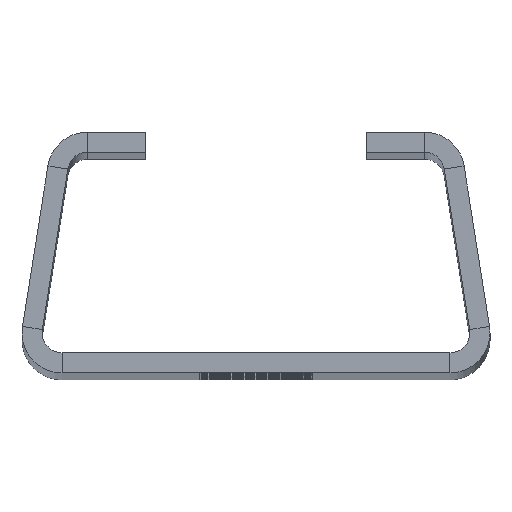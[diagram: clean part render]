
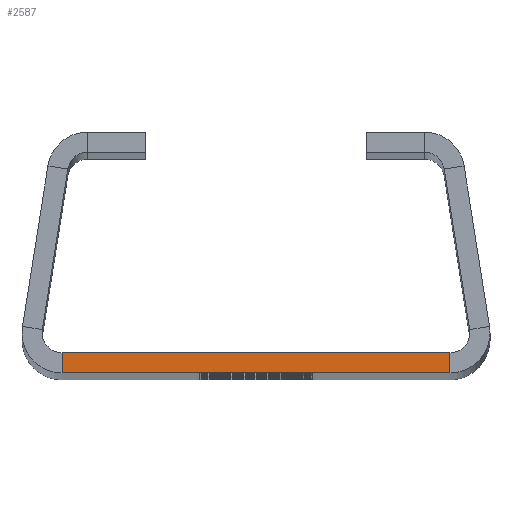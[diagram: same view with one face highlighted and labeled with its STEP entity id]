
A CAD part, top view. The second image highlights one B-rep face of the part: STEP entity #2587.
In plain terms, the highlighted planar face has unit normal (0, 0, 1).
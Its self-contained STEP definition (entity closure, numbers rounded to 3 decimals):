
#14 = ORIENTED_EDGE ( 'NONE', *, *, #8183, .F. ) ;
#322 = AXIS2_PLACEMENT_3D ( 'NONE', #5526, #6193, #2223 ) ;
#325 = LINE ( 'NONE', #5114, #7247 ) ;
#592 = CARTESIAN_POINT ( 'NONE',  ( -14.487, 1.5, 300. ) ) ;
#841 = PLANE ( 'NONE',  #322 ) ;
#1230 = LINE ( 'NONE', #1251, #6579 ) ;
#1251 = CARTESIAN_POINT ( 'NONE',  ( 14.487, 0., 300. ) ) ;
#1293 = DIRECTION ( 'NONE',  ( 0., -1., 0. ) ) ;
#1743 = EDGE_CURVE ( 'NONE', #4206, #3704, #1230, .T. ) ;
#2223 = DIRECTION ( 'NONE',  ( 1., 0., 0. ) ) ;
#2576 = CARTESIAN_POINT ( 'NONE',  ( -14.487, 1.5, 300. ) ) ;
#2587 = ADVANCED_FACE ( 'NONE', ( #4682 ), #841, .T. ) ;
#2696 = DIRECTION ( 'NONE',  ( 1., 0., 0. ) ) ;
#3037 = EDGE_LOOP ( 'NONE', ( #4778, #8481, #14, #8572 ) ) ;
#3079 = LINE ( 'NONE', #592, #6406 ) ;
#3704 = VERTEX_POINT ( 'NONE', #4699 ) ;
#3726 = EDGE_CURVE ( 'NONE', #8024, #4206, #4980, .T. ) ;
#4144 = VERTEX_POINT ( 'NONE', #2576 ) ;
#4206 = VERTEX_POINT ( 'NONE', #5957 ) ;
#4682 = FACE_OUTER_BOUND ( 'NONE', #3037, .T. ) ;
#4699 = CARTESIAN_POINT ( 'NONE',  ( 14.487, 1.5, 300. ) ) ;
#4778 = ORIENTED_EDGE ( 'NONE', *, *, #3726, .T. ) ;
#4980 = LINE ( 'NONE', #8040, #6753 ) ;
#5010 = CARTESIAN_POINT ( 'NONE',  ( -14.487, 0., 300. ) ) ;
#5114 = CARTESIAN_POINT ( 'NONE',  ( -18., 1.5, 300. ) ) ;
#5526 = CARTESIAN_POINT ( 'NONE',  ( 15.969, 3.235, 300. ) ) ;
#5910 = DIRECTION ( 'NONE',  ( 0., 1., 0. ) ) ;
#5957 = CARTESIAN_POINT ( 'NONE',  ( 14.487, 0., 300. ) ) ;
#6193 = DIRECTION ( 'NONE',  ( 0., 0., 1. ) ) ;
#6406 = VECTOR ( 'NONE', #1293, 1000. ) ;
#6579 = VECTOR ( 'NONE', #5910, 1000. ) ;
#6753 = VECTOR ( 'NONE', #2696, 1000. ) ;
#7247 = VECTOR ( 'NONE', #8488, 1000. ) ;
#8024 = VERTEX_POINT ( 'NONE', #5010 ) ;
#8040 = CARTESIAN_POINT ( 'NONE',  ( -18., 0., 300. ) ) ;
#8183 = EDGE_CURVE ( 'NONE', #4144, #3704, #325, .T. ) ;
#8320 = EDGE_CURVE ( 'NONE', #4144, #8024, #3079, .T. ) ;
#8481 = ORIENTED_EDGE ( 'NONE', *, *, #1743, .T. ) ;
#8488 = DIRECTION ( 'NONE',  ( 1., 0., 0. ) ) ;
#8572 = ORIENTED_EDGE ( 'NONE', *, *, #8320, .T. ) ;
